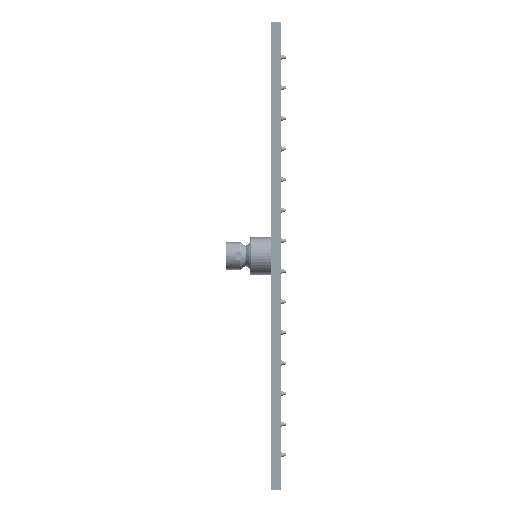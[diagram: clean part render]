
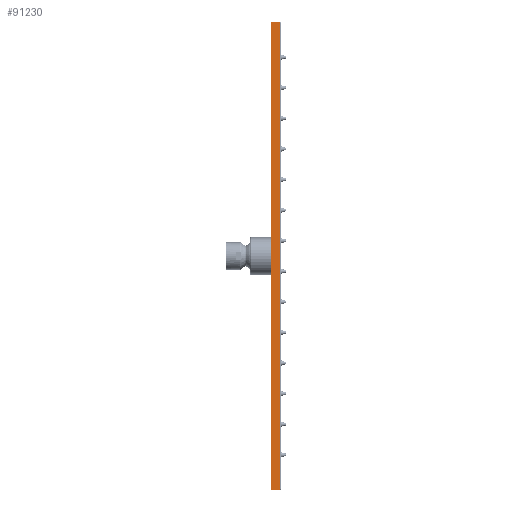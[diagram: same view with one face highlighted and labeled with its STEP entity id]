
A CAD part, left-side view. The second image highlights one B-rep face of the part: STEP entity #91230.
In plain terms, the highlighted planar face has unit normal (-1, 0, 0).
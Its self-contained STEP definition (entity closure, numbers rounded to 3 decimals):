
#5043=DIRECTION('',(0.,0.,1.));
#5044=VECTOR('',#5043,399.072);
#5045=CARTESIAN_POINT('',(-200.,0.,-199.536));
#5046=LINE('',#5045,#5044);
#5061=DIRECTION('',(0.,0.,-1.));
#5062=VECTOR('',#5061,400.);
#5063=CARTESIAN_POINT('',(-200.,7.,200.));
#5064=LINE('',#5063,#5062);
#5065=DIRECTION('',(0.,1.,0.));
#5066=VECTOR('',#5065,7.);
#5067=CARTESIAN_POINT('',(-200.,0.,200.));
#5068=LINE('',#5067,#5066);
#5073=DIRECTION('',(0.,0.,-1.));
#5074=VECTOR('',#5073,0.464);
#5075=CARTESIAN_POINT('',(-200.,0.,-199.536));
#5076=LINE('',#5075,#5074);
#5209=DIRECTION('',(0.,0.,-1.));
#5210=VECTOR('',#5209,0.464);
#5211=CARTESIAN_POINT('',(-200.,0.,200.));
#5212=LINE('',#5211,#5210);
#5237=DIRECTION('',(0.,1.,0.));
#5238=VECTOR('',#5237,7.);
#5239=CARTESIAN_POINT('',(-200.,0.,-200.));
#5240=LINE('',#5239,#5238);
#85759=CARTESIAN_POINT('',(-200.,7.,200.));
#85760=CARTESIAN_POINT('',(-200.,7.,-200.));
#85761=VERTEX_POINT('',#85759);
#85762=VERTEX_POINT('',#85760);
#85775=CARTESIAN_POINT('',(-200.,0.,-200.));
#85776=VERTEX_POINT('',#85775);
#85777=CARTESIAN_POINT('',(-200.,0.,200.));
#85778=VERTEX_POINT('',#85777);
#86235=CARTESIAN_POINT('',(-200.,0.,-199.536));
#86236=CARTESIAN_POINT('',(-200.,0.,199.536));
#86237=VERTEX_POINT('',#86235);
#86238=VERTEX_POINT('',#86236);
#91212=CARTESIAN_POINT('',(-200.,7.,-200.));
#91213=DIRECTION('',(1.,0.,0.));
#91214=DIRECTION('',(0.,1.,0.));
#91215=AXIS2_PLACEMENT_3D('',#91212,#91213,#91214);
#91216=PLANE('',#91215);
#91217=ORIENTED_EDGE('',*,*,#91190,.F.);
#91219=ORIENTED_EDGE('',*,*,#91218,.T.);
#91221=ORIENTED_EDGE('',*,*,#91220,.T.);
#91223=ORIENTED_EDGE('',*,*,#91222,.F.);
#91225=ORIENTED_EDGE('',*,*,#91224,.F.);
#91227=ORIENTED_EDGE('',*,*,#91226,.T.);
#91228=EDGE_LOOP('',(#91217,#91219,#91221,#91223,#91225,#91227));
#91229=FACE_OUTER_BOUND('',#91228,.F.);
#91230=ADVANCED_FACE('',(#91229),#91216,.F.);
#91190=EDGE_CURVE('',#86237,#86238,#5046,.T.);
#91218=EDGE_CURVE('',#86237,#85776,#5076,.T.);
#91220=EDGE_CURVE('',#85776,#85762,#5240,.T.);
#91222=EDGE_CURVE('',#85761,#85762,#5064,.T.);
#91224=EDGE_CURVE('',#85778,#85761,#5068,.T.);
#91226=EDGE_CURVE('',#85778,#86238,#5212,.T.);
